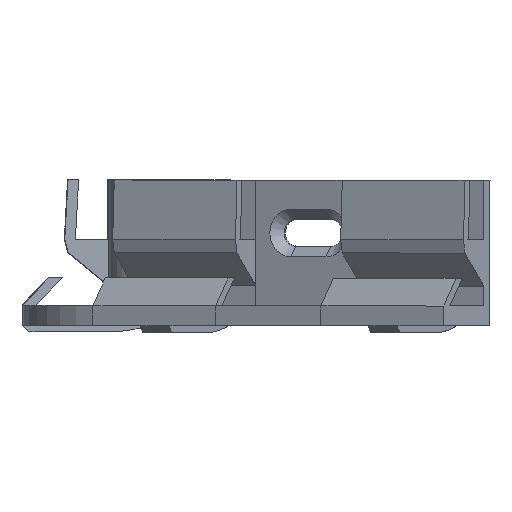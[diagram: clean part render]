
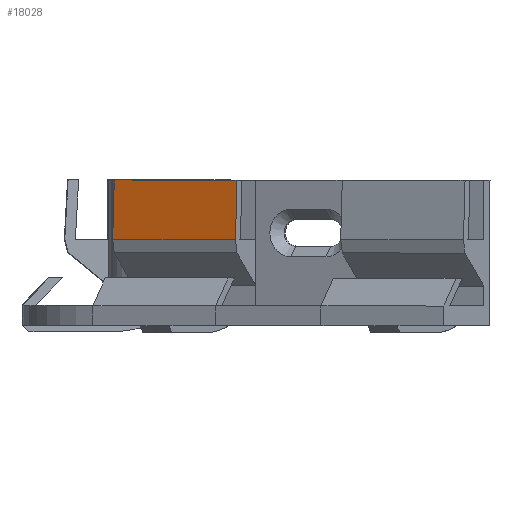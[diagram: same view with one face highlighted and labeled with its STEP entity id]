
A CAD part, left-side view. The second image highlights one B-rep face of the part: STEP entity #18028.
In plain terms, the highlighted face is planar.
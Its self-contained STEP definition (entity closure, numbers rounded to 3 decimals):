
#16133 = PLANE('',#16134);
#16134 = AXIS2_PLACEMENT_3D('',#16135,#16136,#16137);
#16135 = CARTESIAN_POINT('',(-10.5,5.766,9.503));
#16136 = DIRECTION('',(-1.,0.,0.));
#16137 = DIRECTION('',(0.,0.,1.));
#16567 = PLANE('',#16568);
#16568 = AXIS2_PLACEMENT_3D('',#16569,#16570,#16571);
#16569 = CARTESIAN_POINT('',(10.5,5.766,9.503));
#16570 = DIRECTION('',(-1.,0.,0.));
#16571 = DIRECTION('',(0.,0.,1.));
#16827 = VERTEX_POINT('',#16828);
#16828 = CARTESIAN_POINT('',(-10.5,8.1,22.));
#16842 = PLANE('',#16843);
#16843 = AXIS2_PLACEMENT_3D('',#16844,#16845,#16846);
#16844 = CARTESIAN_POINT('',(0.,6.5,22.));
#16845 = DIRECTION('',(0.,0.,-1.));
#16846 = DIRECTION('',(0.,1.,0.));
#16854 = EDGE_CURVE('',#16827,#16855,#16857,.T.);
#16855 = VERTEX_POINT('',#16856);
#16856 = CARTESIAN_POINT('',(-10.5,8.6,13.));
#16857 = SURFACE_CURVE('',#16858,(#16862,#16869),.PCURVE_S1.);
#16858 = LINE('',#16859,#16860);
#16859 = CARTESIAN_POINT('',(-10.5,8.1,22.));
#16860 = VECTOR('',#16861,1.);
#16861 = DIRECTION('',(0.,0.055,-0.998));
#16862 = PCURVE('',#16133,#16863);
#16863 = DEFINITIONAL_REPRESENTATION('',(#16864),#16868);
#16864 = LINE('',#16865,#16866);
#16865 = CARTESIAN_POINT('',(12.497,2.334));
#16866 = VECTOR('',#16867,1.);
#16867 = DIRECTION('',(-0.998,0.055));
#16868 = ( GEOMETRIC_REPRESENTATION_CONTEXT(2) 
PARAMETRIC_REPRESENTATION_CONTEXT() REPRESENTATION_CONTEXT('2D SPACE',''
  ) );
#16869 = PCURVE('',#16870,#16875);
#16870 = PLANE('',#16871);
#16871 = AXIS2_PLACEMENT_3D('',#16872,#16873,#16874);
#16872 = CARTESIAN_POINT('',(0.,8.1,22.));
#16873 = DIRECTION('',(-0.,-0.998,-0.055));
#16874 = DIRECTION('',(0.,0.055,-0.998));
#16875 = DEFINITIONAL_REPRESENTATION('',(#16876),#16880);
#16876 = LINE('',#16877,#16878);
#16877 = CARTESIAN_POINT('',(0.,-10.5));
#16878 = VECTOR('',#16879,1.);
#16879 = DIRECTION('',(1.,0.));
#16880 = ( GEOMETRIC_REPRESENTATION_CONTEXT(2) 
PARAMETRIC_REPRESENTATION_CONTEXT() REPRESENTATION_CONTEXT('2D SPACE',''
  ) );
#16898 = PLANE('',#16899);
#16899 = AXIS2_PLACEMENT_3D('',#16900,#16901,#16902);
#16900 = CARTESIAN_POINT('',(0.,8.6,13.));
#16901 = DIRECTION('',(0.,-0.97,0.243));
#16902 = DIRECTION('',(-0.,-0.243,-0.97));
#17673 = VERTEX_POINT('',#17674);
#17674 = CARTESIAN_POINT('',(10.5,8.1,22.));
#17695 = EDGE_CURVE('',#17673,#17696,#17698,.T.);
#17696 = VERTEX_POINT('',#17697);
#17697 = CARTESIAN_POINT('',(10.5,8.6,13.));
#17698 = SURFACE_CURVE('',#17699,(#17703,#17710),.PCURVE_S1.);
#17699 = LINE('',#17700,#17701);
#17700 = CARTESIAN_POINT('',(10.5,8.1,22.));
#17701 = VECTOR('',#17702,1.);
#17702 = DIRECTION('',(0.,0.055,-0.998));
#17703 = PCURVE('',#16567,#17704);
#17704 = DEFINITIONAL_REPRESENTATION('',(#17705),#17709);
#17705 = LINE('',#17706,#17707);
#17706 = CARTESIAN_POINT('',(12.497,2.334));
#17707 = VECTOR('',#17708,1.);
#17708 = DIRECTION('',(-0.998,0.055));
#17709 = ( GEOMETRIC_REPRESENTATION_CONTEXT(2) 
PARAMETRIC_REPRESENTATION_CONTEXT() REPRESENTATION_CONTEXT('2D SPACE',''
  ) );
#17710 = PCURVE('',#16870,#17711);
#17711 = DEFINITIONAL_REPRESENTATION('',(#17712),#17716);
#17712 = LINE('',#17713,#17714);
#17713 = CARTESIAN_POINT('',(0.,10.5));
#17714 = VECTOR('',#17715,1.);
#17715 = DIRECTION('',(1.,0.));
#17716 = ( GEOMETRIC_REPRESENTATION_CONTEXT(2) 
PARAMETRIC_REPRESENTATION_CONTEXT() REPRESENTATION_CONTEXT('2D SPACE',''
  ) );
#18006 = EDGE_CURVE('',#17673,#16827,#18007,.T.);
#18007 = SURFACE_CURVE('',#18008,(#18012,#18019),.PCURVE_S1.);
#18008 = LINE('',#18009,#18010);
#18009 = CARTESIAN_POINT('',(10.5,8.1,22.));
#18010 = VECTOR('',#18011,1.);
#18011 = DIRECTION('',(-1.,0.,0.));
#18012 = PCURVE('',#16842,#18013);
#18013 = DEFINITIONAL_REPRESENTATION('',(#18014),#18018);
#18014 = LINE('',#18015,#18016);
#18015 = CARTESIAN_POINT('',(1.6,10.5));
#18016 = VECTOR('',#18017,1.);
#18017 = DIRECTION('',(0.,-1.));
#18018 = ( GEOMETRIC_REPRESENTATION_CONTEXT(2) 
PARAMETRIC_REPRESENTATION_CONTEXT() REPRESENTATION_CONTEXT('2D SPACE',''
  ) );
#18019 = PCURVE('',#16870,#18020);
#18020 = DEFINITIONAL_REPRESENTATION('',(#18021),#18025);
#18021 = LINE('',#18022,#18023);
#18022 = CARTESIAN_POINT('',(0.,10.5));
#18023 = VECTOR('',#18024,1.);
#18024 = DIRECTION('',(0.,-1.));
#18025 = ( GEOMETRIC_REPRESENTATION_CONTEXT(2) 
PARAMETRIC_REPRESENTATION_CONTEXT() REPRESENTATION_CONTEXT('2D SPACE',''
  ) );
#18028 = ADVANCED_FACE('',(#18029),#16870,.F.);
#18029 = FACE_BOUND('',#18030,.F.);
#18030 = EDGE_LOOP('',(#18031,#18032,#18053,#18054));
#18031 = ORIENTED_EDGE('',*,*,#16854,.T.);
#18032 = ORIENTED_EDGE('',*,*,#18033,.F.);
#18033 = EDGE_CURVE('',#17696,#16855,#18034,.T.);
#18034 = SURFACE_CURVE('',#18035,(#18039,#18046),.PCURVE_S1.);
#18035 = LINE('',#18036,#18037);
#18036 = CARTESIAN_POINT('',(10.5,8.6,13.));
#18037 = VECTOR('',#18038,1.);
#18038 = DIRECTION('',(-1.,0.,0.));
#18039 = PCURVE('',#16870,#18040);
#18040 = DEFINITIONAL_REPRESENTATION('',(#18041),#18045);
#18041 = LINE('',#18042,#18043);
#18042 = CARTESIAN_POINT('',(9.014,10.5));
#18043 = VECTOR('',#18044,1.);
#18044 = DIRECTION('',(0.,-1.));
#18045 = ( GEOMETRIC_REPRESENTATION_CONTEXT(2) 
PARAMETRIC_REPRESENTATION_CONTEXT() REPRESENTATION_CONTEXT('2D SPACE',''
  ) );
#18046 = PCURVE('',#16898,#18047);
#18047 = DEFINITIONAL_REPRESENTATION('',(#18048),#18052);
#18048 = LINE('',#18049,#18050);
#18049 = CARTESIAN_POINT('',(-0.,10.5));
#18050 = VECTOR('',#18051,1.);
#18051 = DIRECTION('',(0.,-1.));
#18052 = ( GEOMETRIC_REPRESENTATION_CONTEXT(2) 
PARAMETRIC_REPRESENTATION_CONTEXT() REPRESENTATION_CONTEXT('2D SPACE',''
  ) );
#18053 = ORIENTED_EDGE('',*,*,#17695,.F.);
#18054 = ORIENTED_EDGE('',*,*,#18006,.T.);
